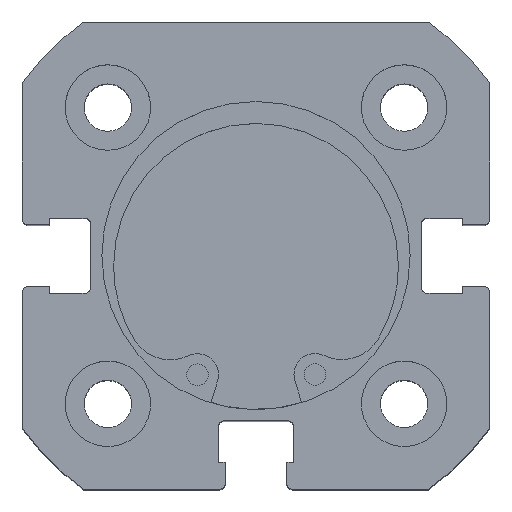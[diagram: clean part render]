
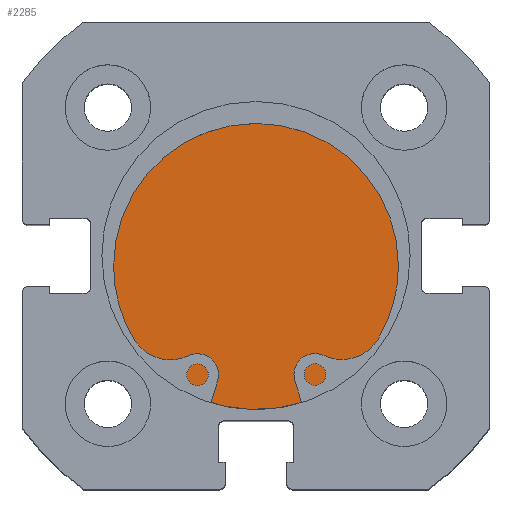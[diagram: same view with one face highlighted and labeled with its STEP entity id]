
A CAD part, top view. The second image highlights one B-rep face of the part: STEP entity #2285.
In plain terms, the highlighted face is planar.
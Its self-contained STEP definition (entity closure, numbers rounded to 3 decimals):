
#116 = CARTESIAN_POINT ( 'NONE',  ( 6., 0., 0. ) ) ;
#118 = DIRECTION ( 'NONE',  ( -1., 0., 0. ) ) ;
#119 = DIRECTION ( 'NONE',  ( 0., 0., 1. ) ) ;
#137 = CARTESIAN_POINT ( 'NONE',  ( 6., 0., -13.5 ) ) ;
#393 = CARTESIAN_POINT ( 'NONE',  ( 6., 0., 13.5 ) ) ;
#555 = EDGE_CURVE ( 'NONE', #4937, #2342, #4448, .T. ) ;
#576 = EDGE_CURVE ( 'NONE', #2342, #4937, #4477, .T. ) ;
#990 = AXIS2_PLACEMENT_3D ( 'NONE', #116, #118, #119 ) ;
#1002 = AXIS2_PLACEMENT_3D ( 'NONE', #1980, #1979, #1976 ) ;
#1291 = DIRECTION ( 'NONE',  ( 0., 0., 1. ) ) ;
#1304 = PLANE ( 'NONE',  #2707 ) ;
#1307 = DIRECTION ( 'NONE',  ( -1., 0., 0. ) ) ;
#1319 = CARTESIAN_POINT ( 'NONE',  ( 6., 13.5, 0. ) ) ;
#1361 = ORIENTED_EDGE ( 'NONE', *, *, #576, .F. ) ;
#1976 = DIRECTION ( 'NONE',  ( 0., 0., 1. ) ) ;
#1979 = DIRECTION ( 'NONE',  ( -1., 0., 0. ) ) ;
#1980 = CARTESIAN_POINT ( 'NONE',  ( 6., 0., 0. ) ) ;
#2285 = ADVANCED_FACE ( 'NONE', ( #5466 ), #1304, .F. ) ;
#2342 = VERTEX_POINT ( 'NONE', #393 ) ;
#2707 = AXIS2_PLACEMENT_3D ( 'NONE', #1319, #1307, #1291 ) ;
#4049 = ORIENTED_EDGE ( 'NONE', *, *, #555, .F. ) ;
#4448 = CIRCLE ( 'NONE', #990, 13.5 ) ;
#4477 = CIRCLE ( 'NONE', #1002, 13.5 ) ;
#4937 = VERTEX_POINT ( 'NONE', #137 ) ;
#5466 = FACE_OUTER_BOUND ( 'NONE', #5716, .T. ) ;
#5716 = EDGE_LOOP ( 'NONE', ( #1361, #4049 ) ) ;
